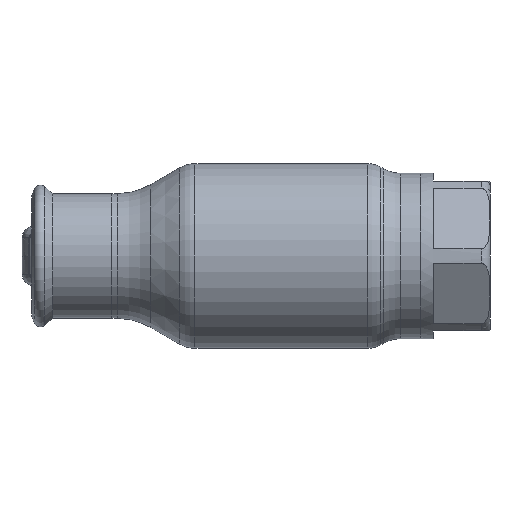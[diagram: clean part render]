
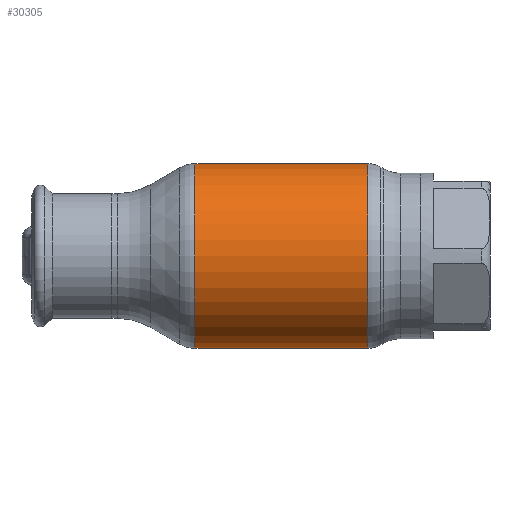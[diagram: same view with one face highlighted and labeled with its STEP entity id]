
A CAD part, front view. The second image highlights one B-rep face of the part: STEP entity #30305.
In plain terms, the highlighted cylindrical face has radius 42.5 mm (diameter 85 mm), a partial arc.
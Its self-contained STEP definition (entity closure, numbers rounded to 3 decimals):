
#248 = AXIS2_PLACEMENT_3D ( 'NONE', #2725, #12799, #35992 ) ;
#1411 = EDGE_LOOP ( 'NONE', ( #12486, #41125, #59890, #21529 ) ) ;
#1633 = FACE_OUTER_BOUND ( 'NONE', #1411, .T. ) ;
#2725 = CARTESIAN_POINT ( 'NONE',  ( 39.749, 0., 0. ) ) ;
#5236 = VERTEX_POINT ( 'NONE', #29375 ) ;
#6251 = CARTESIAN_POINT ( 'NONE',  ( 39.749, 0., -42.5 ) ) ;
#6472 = VECTOR ( 'NONE', #55892, 1000. ) ;
#6783 = VERTEX_POINT ( 'NONE', #12876 ) ;
#7393 = DIRECTION ( 'NONE',  ( 0., 0., 1. ) ) ;
#9760 = VERTEX_POINT ( 'NONE', #6251 ) ;
#11483 = CARTESIAN_POINT ( 'NONE',  ( -39.749, 0., 0. ) ) ;
#12486 = ORIENTED_EDGE ( 'NONE', *, *, #27411, .F. ) ;
#12799 = DIRECTION ( 'NONE',  ( -1., 0., 0. ) ) ;
#12876 = CARTESIAN_POINT ( 'NONE',  ( -39.749, 0., 42.5 ) ) ;
#12881 = CARTESIAN_POINT ( 'NONE',  ( -62.69, 0., -42.5 ) ) ;
#16297 = DIRECTION ( 'NONE',  ( 0., 0., 1. ) ) ;
#21529 = ORIENTED_EDGE ( 'NONE', *, *, #60637, .F. ) ;
#21862 = CIRCLE ( 'NONE', #43698, 42.5 ) ;
#23962 = EDGE_CURVE ( 'NONE', #61031, #6783, #39539, .T. ) ;
#26690 = CARTESIAN_POINT ( 'NONE',  ( 39.749, 0., 42.5 ) ) ;
#27411 = EDGE_CURVE ( 'NONE', #9760, #5236, #34927, .T. ) ;
#27792 = EDGE_CURVE ( 'NONE', #9760, #61031, #59517, .T. ) ;
#29375 = CARTESIAN_POINT ( 'NONE',  ( -39.749, 0., -42.5 ) ) ;
#30305 = ADVANCED_FACE ( 'NONE', ( #1633 ), #44237, .T. ) ;
#31828 = CARTESIAN_POINT ( 'NONE',  ( -62.69, 0., 0. ) ) ;
#34927 = LINE ( 'NONE', #12881, #6472 ) ;
#35992 = DIRECTION ( 'NONE',  ( 0., 0., 1. ) ) ;
#36372 = DIRECTION ( 'NONE',  ( -1., 0., 0. ) ) ;
#36435 = DIRECTION ( 'NONE',  ( -1., 0., 0. ) ) ;
#38057 = VECTOR ( 'NONE', #36372, 1000. ) ;
#39539 = LINE ( 'NONE', #55768, #38057 ) ;
#41125 = ORIENTED_EDGE ( 'NONE', *, *, #27792, .T. ) ;
#43359 = AXIS2_PLACEMENT_3D ( 'NONE', #31828, #36435, #7393 ) ;
#43698 = AXIS2_PLACEMENT_3D ( 'NONE', #11483, #44883, #16297 ) ;
#44237 = CYLINDRICAL_SURFACE ( 'NONE', #43359, 42.5 ) ;
#44883 = DIRECTION ( 'NONE',  ( -1., 0., 0. ) ) ;
#55768 = CARTESIAN_POINT ( 'NONE',  ( -62.69, 0., 42.5 ) ) ;
#55892 = DIRECTION ( 'NONE',  ( -1., 0., 0. ) ) ;
#59517 = CIRCLE ( 'NONE', #248, 42.5 ) ;
#59890 = ORIENTED_EDGE ( 'NONE', *, *, #23962, .T. ) ;
#60637 = EDGE_CURVE ( 'NONE', #5236, #6783, #21862, .T. ) ;
#61031 = VERTEX_POINT ( 'NONE', #26690 ) ;
